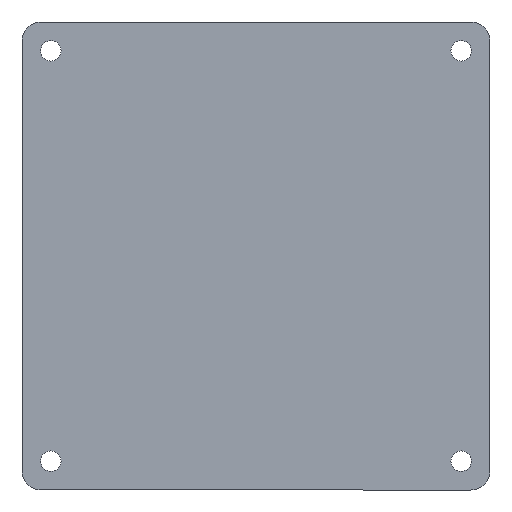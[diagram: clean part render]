
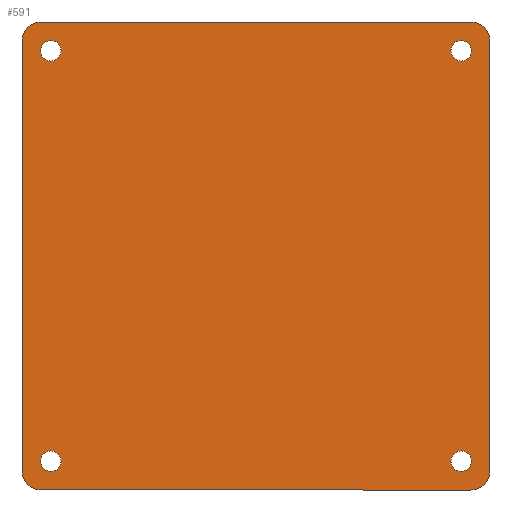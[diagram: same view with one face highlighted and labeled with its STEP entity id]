
A CAD part, front view. The second image highlights one B-rep face of the part: STEP entity #591.
In plain terms, the highlighted planar face has unit normal (0, -1, 0).
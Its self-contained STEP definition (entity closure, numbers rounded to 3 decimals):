
#1 = VERTEX_POINT ( 'NONE', #452 ) ;
#2 = CARTESIAN_POINT ( 'NONE',  ( 32., -1., -32. ) ) ;
#3 = DIRECTION ( 'NONE',  ( 1., 0., 0. ) ) ;
#6 = CIRCLE ( 'NONE', #601, 3. ) ;
#8 = CARTESIAN_POINT ( 'NONE',  ( -36.5, -1., -33.5 ) ) ;
#9 = VERTEX_POINT ( 'NONE', #137 ) ;
#22 = DIRECTION ( 'NONE',  ( 0., 1., 0. ) ) ;
#26 = VERTEX_POINT ( 'NONE', #236 ) ;
#27 = VERTEX_POINT ( 'NONE', #354 ) ;
#37 = EDGE_CURVE ( 'NONE', #331, #612, #583, .T. ) ;
#39 = ORIENTED_EDGE ( 'NONE', *, *, #535, .T. ) ;
#44 = EDGE_CURVE ( 'NONE', #26, #612, #299, .T. ) ;
#59 = ORIENTED_EDGE ( 'NONE', *, *, #585, .T. ) ;
#64 = CARTESIAN_POINT ( 'NONE',  ( 32., -1., 32. ) ) ;
#70 = CARTESIAN_POINT ( 'NONE',  ( -33.5, -1., -36.5 ) ) ;
#79 = CARTESIAN_POINT ( 'NONE',  ( 32., -1., 30.4 ) ) ;
#82 = DIRECTION ( 'NONE',  ( 0., 1., 0. ) ) ;
#88 = FACE_BOUND ( 'NONE', #186, .T. ) ;
#92 = AXIS2_PLACEMENT_3D ( 'NONE', #655, #223, #489 ) ;
#96 = DIRECTION ( 'NONE',  ( 0., 0., 1. ) ) ;
#99 = LINE ( 'NONE', #570, #337 ) ;
#102 = ORIENTED_EDGE ( 'NONE', *, *, #669, .T. ) ;
#106 = AXIS2_PLACEMENT_3D ( 'NONE', #378, #22, #433 ) ;
#110 = EDGE_CURVE ( 'NONE', #26, #157, #99, .T. ) ;
#114 = CIRCLE ( 'NONE', #92, 3. ) ;
#118 = AXIS2_PLACEMENT_3D ( 'NONE', #2, #348, #96 ) ;
#123 = CIRCLE ( 'NONE', #426, 1.6 ) ;
#125 = CARTESIAN_POINT ( 'NONE',  ( 36.5, -1., 33.5 ) ) ;
#127 = CARTESIAN_POINT ( 'NONE',  ( 32., -1., -30.4 ) ) ;
#133 = EDGE_LOOP ( 'NONE', ( #147, #657 ) ) ;
#137 = CARTESIAN_POINT ( 'NONE',  ( 32., -1., 33.6 ) ) ;
#138 = ORIENTED_EDGE ( 'NONE', *, *, #44, .T. ) ;
#146 = CARTESIAN_POINT ( 'NONE',  ( 33.5, -1., 36.5 ) ) ;
#147 = ORIENTED_EDGE ( 'NONE', *, *, #443, .T. ) ;
#148 = EDGE_LOOP ( 'NONE', ( #59, #359 ) ) ;
#157 = VERTEX_POINT ( 'NONE', #146 ) ;
#169 = CARTESIAN_POINT ( 'NONE',  ( -32., -1., -32. ) ) ;
#178 = CIRCLE ( 'NONE', #470, 1.6 ) ;
#185 = CIRCLE ( 'NONE', #453, 1.6 ) ;
#186 = EDGE_LOOP ( 'NONE', ( #546, #102 ) ) ;
#191 = DIRECTION ( 'NONE',  ( 0., 0., 1. ) ) ;
#192 = AXIS2_PLACEMENT_3D ( 'NONE', #220, #224, #590 ) ;
#214 = DIRECTION ( 'NONE',  ( 0., 0., 1. ) ) ;
#217 = EDGE_CURVE ( 'NONE', #395, #387, #185, .T. ) ;
#220 = CARTESIAN_POINT ( 'NONE',  ( -32., -1., 32. ) ) ;
#221 = EDGE_CURVE ( 'NONE', #27, #1, #649, .T. ) ;
#223 = DIRECTION ( 'NONE',  ( 0., -1., 0. ) ) ;
#224 = DIRECTION ( 'NONE',  ( 0., 1., 0. ) ) ;
#230 = AXIS2_PLACEMENT_3D ( 'NONE', #356, #82, #447 ) ;
#236 = CARTESIAN_POINT ( 'NONE',  ( -33.5, -1., 36.5 ) ) ;
#242 = DIRECTION ( 'NONE',  ( 0., 0., 1. ) ) ;
#245 = LINE ( 'NONE', #330, #641 ) ;
#265 = DIRECTION ( 'NONE',  ( 0., 1., 0. ) ) ;
#279 = CARTESIAN_POINT ( 'NONE',  ( 32., -1., 32. ) ) ;
#281 = ORIENTED_EDGE ( 'NONE', *, *, #606, .F. ) ;
#286 = LINE ( 'NONE', #389, #340 ) ;
#288 = ORIENTED_EDGE ( 'NONE', *, *, #645, .F. ) ;
#297 = AXIS2_PLACEMENT_3D ( 'NONE', #306, #525, #575 ) ;
#299 = CIRCLE ( 'NONE', #297, 3. ) ;
#304 = EDGE_CURVE ( 'NONE', #653, #157, #335, .T. ) ;
#306 = CARTESIAN_POINT ( 'NONE',  ( -33.5, -1., 33.5 ) ) ;
#308 = FACE_OUTER_BOUND ( 'NONE', #380, .T. ) ;
#309 = DIRECTION ( 'NONE',  ( 0., -1., 0. ) ) ;
#318 = DIRECTION ( 'NONE',  ( 0., 0., 1. ) ) ;
#320 = ORIENTED_EDGE ( 'NONE', *, *, #221, .T. ) ;
#321 = PLANE ( 'NONE',  #666 ) ;
#327 = CARTESIAN_POINT ( 'NONE',  ( 33.5, -1., -36.5 ) ) ;
#330 = CARTESIAN_POINT ( 'NONE',  ( 36.5, -1., -36.5 ) ) ;
#331 = VERTEX_POINT ( 'NONE', #8 ) ;
#333 = DIRECTION ( 'NONE',  ( 0., 0., 1. ) ) ;
#335 = CIRCLE ( 'NONE', #396, 3. ) ;
#337 = VECTOR ( 'NONE', #3, 1000. ) ;
#340 = VECTOR ( 'NONE', #382, 1000. ) ;
#345 = ORIENTED_EDGE ( 'NONE', *, *, #110, .F. ) ;
#348 = DIRECTION ( 'NONE',  ( 0., 1., 0. ) ) ;
#350 = EDGE_CURVE ( 'NONE', #486, #644, #629, .T. ) ;
#354 = CARTESIAN_POINT ( 'NONE',  ( -32., -1., -30.4 ) ) ;
#356 = CARTESIAN_POINT ( 'NONE',  ( -32., -1., -32. ) ) ;
#358 = CARTESIAN_POINT ( 'NONE',  ( 33.5, -1., -33.5 ) ) ;
#359 = ORIENTED_EDGE ( 'NONE', *, *, #350, .T. ) ;
#377 = ORIENTED_EDGE ( 'NONE', *, *, #37, .F. ) ;
#378 = CARTESIAN_POINT ( 'NONE',  ( -32., -1., 32. ) ) ;
#380 = EDGE_LOOP ( 'NONE', ( #345, #138, #377, #618, #281, #668, #288, #520 ) ) ;
#382 = DIRECTION ( 'NONE',  ( 0., 0., -1. ) ) ;
#387 = VERTEX_POINT ( 'NONE', #127 ) ;
#389 = CARTESIAN_POINT ( 'NONE',  ( 36.5, -1., 36.5 ) ) ;
#395 = VERTEX_POINT ( 'NONE', #646 ) ;
#396 = AXIS2_PLACEMENT_3D ( 'NONE', #624, #309, #521 ) ;
#399 = FACE_BOUND ( 'NONE', #659, .T. ) ;
#410 = FACE_BOUND ( 'NONE', #133, .T. ) ;
#415 = VERTEX_POINT ( 'NONE', #625 ) ;
#419 = EDGE_CURVE ( 'NONE', #560, #415, #6, .T. ) ;
#426 = AXIS2_PLACEMENT_3D ( 'NONE', #64, #429, #481 ) ;
#429 = DIRECTION ( 'NONE',  ( 0., 1., 0. ) ) ;
#430 = CARTESIAN_POINT ( 'NONE',  ( -36.5, -1., 33.5 ) ) ;
#432 = DIRECTION ( 'NONE',  ( 0., 1., 0. ) ) ;
#433 = DIRECTION ( 'NONE',  ( 0., 0., 1. ) ) ;
#439 = CARTESIAN_POINT ( 'NONE',  ( -32., -1., 33.6 ) ) ;
#443 = EDGE_CURVE ( 'NONE', #387, #395, #592, .T. ) ;
#444 = VECTOR ( 'NONE', #471, 1000. ) ;
#447 = DIRECTION ( 'NONE',  ( 0., 0., 1. ) ) ;
#452 = CARTESIAN_POINT ( 'NONE',  ( -32., -1., -33.6 ) ) ;
#453 = AXIS2_PLACEMENT_3D ( 'NONE', #518, #563, #191 ) ;
#468 = CARTESIAN_POINT ( 'NONE',  ( -36.5, -1., 36.5 ) ) ;
#470 = AXIS2_PLACEMENT_3D ( 'NONE', #169, #265, #318 ) ;
#471 = DIRECTION ( 'NONE',  ( 0., 0., 1. ) ) ;
#476 = DIRECTION ( 'NONE',  ( -1., 0., 0. ) ) ;
#481 = DIRECTION ( 'NONE',  ( 0., 0., 1. ) ) ;
#483 = CARTESIAN_POINT ( 'NONE',  ( -32., -1., 30.4 ) ) ;
#485 = CARTESIAN_POINT ( 'NONE',  ( 0., -1., 0. ) ) ;
#486 = VERTEX_POINT ( 'NONE', #483 ) ;
#487 = AXIS2_PLACEMENT_3D ( 'NONE', #279, #488, #333 ) ;
#488 = DIRECTION ( 'NONE',  ( 0., 1., 0. ) ) ;
#489 = DIRECTION ( 'NONE',  ( 0., 0., 1. ) ) ;
#504 = VERTEX_POINT ( 'NONE', #70 ) ;
#509 = DIRECTION ( 'NONE',  ( 0., -1., 0. ) ) ;
#518 = CARTESIAN_POINT ( 'NONE',  ( 32., -1., -32. ) ) ;
#520 = ORIENTED_EDGE ( 'NONE', *, *, #304, .T. ) ;
#521 = DIRECTION ( 'NONE',  ( 0., 0., 1. ) ) ;
#525 = DIRECTION ( 'NONE',  ( 0., -1., 0. ) ) ;
#535 = EDGE_CURVE ( 'NONE', #1, #27, #178, .T. ) ;
#546 = ORIENTED_EDGE ( 'NONE', *, *, #595, .T. ) ;
#553 = FACE_BOUND ( 'NONE', #148, .T. ) ;
#560 = VERTEX_POINT ( 'NONE', #327 ) ;
#563 = DIRECTION ( 'NONE',  ( 0., 1., 0. ) ) ;
#570 = CARTESIAN_POINT ( 'NONE',  ( 36.5, -1., 36.5 ) ) ;
#575 = DIRECTION ( 'NONE',  ( 0., 0., 1. ) ) ;
#583 = LINE ( 'NONE', #468, #444 ) ;
#585 = EDGE_CURVE ( 'NONE', #644, #486, #648, .T. ) ;
#590 = DIRECTION ( 'NONE',  ( 0., 0., 1. ) ) ;
#591 = ADVANCED_FACE ( 'NONE', ( #553, #410, #399, #88, #308 ), #321, .F. ) ;
#592 = CIRCLE ( 'NONE', #118, 1.6 ) ;
#595 = EDGE_CURVE ( 'NONE', #9, #652, #123, .T. ) ;
#601 = AXIS2_PLACEMENT_3D ( 'NONE', #358, #509, #242 ) ;
#606 = EDGE_CURVE ( 'NONE', #560, #504, #245, .T. ) ;
#612 = VERTEX_POINT ( 'NONE', #430 ) ;
#618 = ORIENTED_EDGE ( 'NONE', *, *, #628, .T. ) ;
#624 = CARTESIAN_POINT ( 'NONE',  ( 33.5, -1., 33.5 ) ) ;
#625 = CARTESIAN_POINT ( 'NONE',  ( 36.5, -1., -33.5 ) ) ;
#628 = EDGE_CURVE ( 'NONE', #331, #504, #114, .T. ) ;
#629 = CIRCLE ( 'NONE', #192, 1.6 ) ;
#636 = CIRCLE ( 'NONE', #487, 1.6 ) ;
#641 = VECTOR ( 'NONE', #476, 1000. ) ;
#644 = VERTEX_POINT ( 'NONE', #439 ) ;
#645 = EDGE_CURVE ( 'NONE', #653, #415, #286, .T. ) ;
#646 = CARTESIAN_POINT ( 'NONE',  ( 32., -1., -33.6 ) ) ;
#648 = CIRCLE ( 'NONE', #106, 1.6 ) ;
#649 = CIRCLE ( 'NONE', #230, 1.6 ) ;
#652 = VERTEX_POINT ( 'NONE', #79 ) ;
#653 = VERTEX_POINT ( 'NONE', #125 ) ;
#655 = CARTESIAN_POINT ( 'NONE',  ( -33.5, -1., -33.5 ) ) ;
#657 = ORIENTED_EDGE ( 'NONE', *, *, #217, .T. ) ;
#659 = EDGE_LOOP ( 'NONE', ( #320, #39 ) ) ;
#666 = AXIS2_PLACEMENT_3D ( 'NONE', #485, #432, #214 ) ;
#668 = ORIENTED_EDGE ( 'NONE', *, *, #419, .T. ) ;
#669 = EDGE_CURVE ( 'NONE', #652, #9, #636, .T. ) ;
